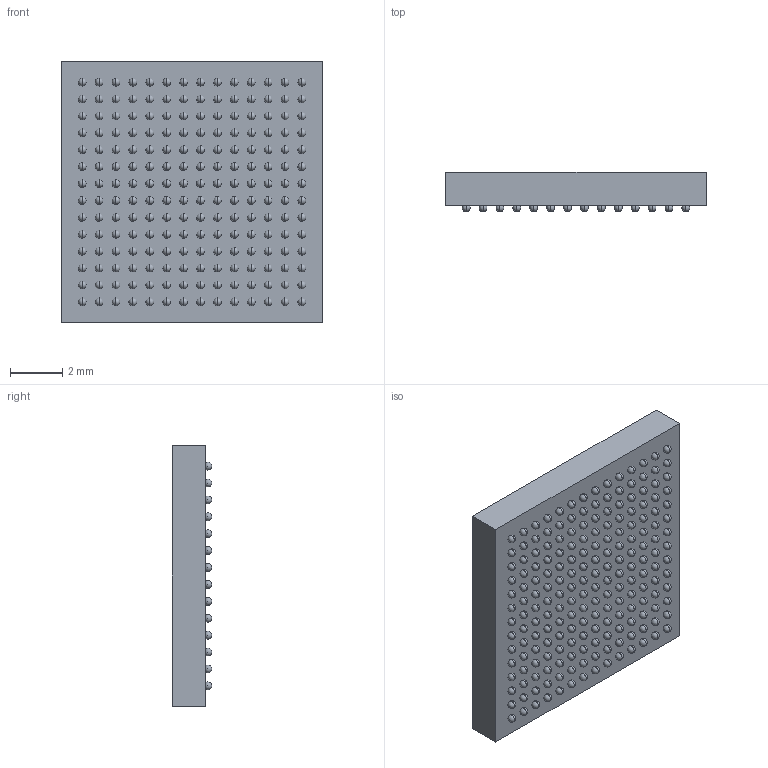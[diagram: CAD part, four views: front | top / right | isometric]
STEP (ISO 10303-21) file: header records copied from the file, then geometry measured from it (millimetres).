
FILE_DESCRIPTION (( 'STEP AP214' ), '1' );
FILE_NAME ('MIMXRT1062DVL6A.STEP', '2018-12-28T00:01:59', ( '' ), ( '' ), 'SwSTEP 2.0', 'SolidWorks 2017', '' );
FILE_SCHEMA (( 'AUTOMOTIVE_DESIGN' ));
Length unit declared in the file: millimetre
Products named in the file (1): MIMXRT1062DVL6A
Bounding box: 10 x 1.52 x 10 mm (x, y, z)
Volume: 129.8 mm3; surface area: 306.8 mm2
Topology: 198 solids, 198 shells, 405 faces, 1396 edges, 996 vertices
Faces by surface type: sphere 392, plane 9, cylinder 4
Entity records: 14285 total; most frequent: DIRECTION 1628, CARTESIAN_POINT 1230, ORIENTED_EDGE 832, AXIS2_PLACEMENT_3D 806, UNCERTAINTY_MEASURE_WITH_UNIT 592, PRESENTATION_STYLE_ASSIGNMENT 591, SURFACE_STYLE_FILL_AREA 591, STYLED_ITEM 591
